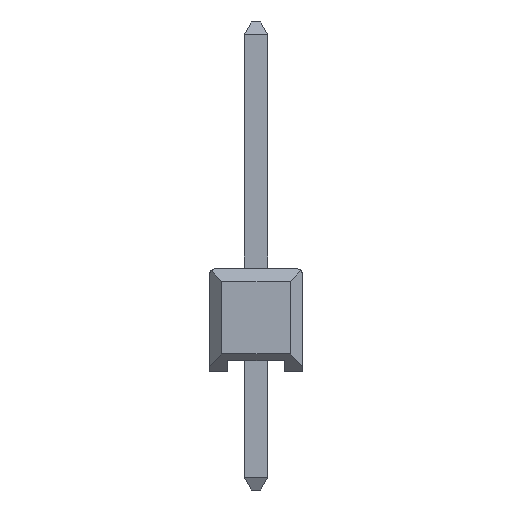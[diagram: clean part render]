
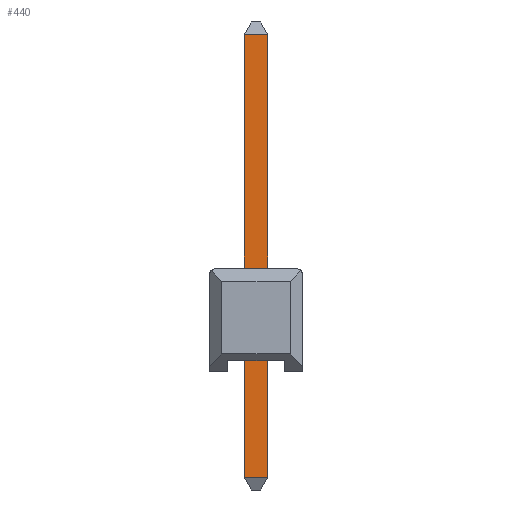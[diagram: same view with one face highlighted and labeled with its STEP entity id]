
A CAD part, left-side view. The second image highlights one B-rep face of the part: STEP entity #440.
In plain terms, the highlighted planar face has unit normal (-1, 0, 0).
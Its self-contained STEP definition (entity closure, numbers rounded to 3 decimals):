
#440=ADVANCED_FACE('',(#658),#7481,.T.);
#658=FACE_OUTER_BOUND('',#888,.T.);
#888=EDGE_LOOP('',(#1943,#1944,#1945,#1946));
#1943=ORIENTED_EDGE('',*,*,#5273,.T.);
#1944=ORIENTED_EDGE('',*,*,#5272,.F.);
#1945=ORIENTED_EDGE('',*,*,#5274,.T.);
#1946=ORIENTED_EDGE('',*,*,#5263,.F.);
#3019=PCURVE('',#7296,#4107);
#3030=PCURVE('',#7297,#4118);
#3031=PCURVE('',#7481,#4119);
#3032=PCURVE('',#7481,#4120);
#3033=PCURVE('',#7481,#4121);
#3034=PCURVE('',#7481,#4122);
#3052=PCURVE('',#7486,#4140);
#3065=PCURVE('',#7489,#4153);
#4107=DEFINITIONAL_REPRESENTATION('',(#6838),#13200);
#4118=DEFINITIONAL_REPRESENTATION('',(#6858),#13200);
#4119=DEFINITIONAL_REPRESENTATION('',(#6860),#13200);
#4120=DEFINITIONAL_REPRESENTATION('',(#6861),#13200);
#4121=DEFINITIONAL_REPRESENTATION('',(#6863),#13200);
#4122=DEFINITIONAL_REPRESENTATION('',(#6864),#13200);
#4140=DEFINITIONAL_REPRESENTATION('',(#6890),#13200);
#4153=DEFINITIONAL_REPRESENTATION('',(#6910),#13200);
#4699=SURFACE_CURVE('',#6837,(#3019,#3034),.PCURVE_S1.);
#4708=SURFACE_CURVE('',#6857,(#3030,#3032),.PCURVE_S1.);
#4709=SURFACE_CURVE('',#6859,(#3031,#3052),.PCURVE_S1.);
#4710=SURFACE_CURVE('',#6862,(#3033,#3065),.PCURVE_S1.);
#5263=EDGE_CURVE('',#7272,#7270,#4699,.T.);
#5272=EDGE_CURVE('',#7276,#7277,#4708,.T.);
#5273=EDGE_CURVE('',#7272,#7277,#4709,.T.);
#5274=EDGE_CURVE('',#7276,#7270,#4710,.T.);
#6837=B_SPLINE_CURVE_WITH_KNOTS('',1,(#12672,#12673),.UNSPECIFIED.,.F.,.F.,
(2,2),(-20.383,-11.156),.UNSPECIFIED.);
#6838=B_SPLINE_CURVE_WITH_KNOTS('',1,(#12674,#12675),.UNSPECIFIED.,.F.,.F.,
(2,2),(-20.383,-11.156),.UNSPECIFIED.);
#6857=B_SPLINE_CURVE_WITH_KNOTS('',1,(#12718,#12719),.UNSPECIFIED.,.F.,.F.,
(2,2),(-10.526,-1.298),.UNSPECIFIED.);
#6858=B_SPLINE_CURVE_WITH_KNOTS('',1,(#12720,#12721),.UNSPECIFIED.,.F.,.F.,
(2,2),(-10.526,-1.298),.UNSPECIFIED.);
#6859=B_SPLINE_CURVE_WITH_KNOTS('',1,(#12722,#12723),.UNSPECIFIED.,.F.,.F.,
(2,2),(0.,0.63),.UNSPECIFIED.);
#6860=B_SPLINE_CURVE_WITH_KNOTS('',1,(#12724,#12725),.UNSPECIFIED.,.F.,.F.,
(2,2),(0.,0.63),.UNSPECIFIED.);
#6861=B_SPLINE_CURVE_WITH_KNOTS('',1,(#12726,#12727),.UNSPECIFIED.,.F.,.F.,
(2,2),(-10.526,-1.298),.UNSPECIFIED.);
#6862=B_SPLINE_CURVE_WITH_KNOTS('',1,(#12728,#12729),.UNSPECIFIED.,.F.,.F.,
(2,2),(10.526,11.156),.UNSPECIFIED.);
#6863=B_SPLINE_CURVE_WITH_KNOTS('',1,(#12730,#12731),.UNSPECIFIED.,.F.,.F.,
(2,2),(10.526,11.156),.UNSPECIFIED.);
#6864=B_SPLINE_CURVE_WITH_KNOTS('',1,(#12732,#12733),.UNSPECIFIED.,.F.,.F.,
(2,2),(-20.383,-11.156),.UNSPECIFIED.);
#6890=B_SPLINE_CURVE_WITH_KNOTS('',1,(#12784,#12785),.UNSPECIFIED.,.F.,.F.,
(2,2),(0.,0.63),.UNSPECIFIED.);
#6910=B_SPLINE_CURVE_WITH_KNOTS('',1,(#12824,#12825),.UNSPECIFIED.,.F.,.F.,
(2,2),(10.526,11.156),.UNSPECIFIED.);
#7270=VERTEX_POINT('',#12656);
#7272=VERTEX_POINT('',#12658);
#7276=VERTEX_POINT('',#12662);
#7277=VERTEX_POINT('',#12663);
#7296=B_SPLINE_SURFACE_WITH_KNOTS('',1,1,((#12636,#12637),(#12638,#12639)),
 .UNSPECIFIED.,.F.,.F.,.F.,(2,2),(2,2),(-9.358,0.093),
(-0.64,0.01),.UNSPECIFIED.);
#7297=B_SPLINE_SURFACE_WITH_KNOTS('',1,1,((#12641,#12642),(#12643,#12644)),
 .UNSPECIFIED.,.F.,.F.,.F.,(2,2),(2,2),(-0.64,0.01),(-9.358,
0.093),.UNSPECIFIED.);
#7481=PLANE('',#7695);
#7486=PLANE('',#7700);
#7489=PLANE('',#7703);
#7695=AXIS2_PLACEMENT_3D('',#12645,#7894,$);
#7700=AXIS2_PLACEMENT_3D('',#12650,#7899,$);
#7703=AXIS2_PLACEMENT_3D('',#12653,#7902,$);
#7894=DIRECTION('',(-1.,0.,0.));
#7899=DIRECTION('',(-0.873,0.,0.488));
#7902=DIRECTION('',(-0.873,0.,-0.487));
#12636=CARTESIAN_POINT('',(-0.325,-0.315,9.326));
#12637=CARTESIAN_POINT('',(0.325,-0.315,9.326));
#12638=CARTESIAN_POINT('',(-0.325,-0.315,-2.981));
#12639=CARTESIAN_POINT('',(0.325,-0.315,-2.981));
#12641=CARTESIAN_POINT('',(-0.325,0.315,9.326));
#12642=CARTESIAN_POINT('',(-0.325,0.315,-2.981));
#12643=CARTESIAN_POINT('',(0.325,0.315,9.326));
#12644=CARTESIAN_POINT('',(0.325,0.315,-2.981));
#12645=CARTESIAN_POINT('',(-0.315,-0.325,9.326));
#12650=CARTESIAN_POINT('',(-0.12,-0.325,9.504));
#12653=CARTESIAN_POINT('',(-0.12,-0.325,-3.209));
#12656=CARTESIAN_POINT('',(-0.315,-0.315,-2.86));
#12658=CARTESIAN_POINT('',(-0.315,-0.315,9.156));
#12662=CARTESIAN_POINT('',(-0.315,0.315,-2.86));
#12663=CARTESIAN_POINT('',(-0.315,0.315,9.156));
#12672=CARTESIAN_POINT('',(-0.315,-0.315,9.156));
#12673=CARTESIAN_POINT('',(-0.315,-0.315,-2.86));
#12674=CARTESIAN_POINT('',(-9.227,-0.63));
#12675=CARTESIAN_POINT('',(0.,-0.63));
#12718=CARTESIAN_POINT('',(-0.315,0.315,-2.86));
#12719=CARTESIAN_POINT('',(-0.315,0.315,9.156));
#12720=CARTESIAN_POINT('',(-0.63,0.));
#12721=CARTESIAN_POINT('',(-0.63,-9.227));
#12722=CARTESIAN_POINT('',(-0.315,-0.315,9.156));
#12723=CARTESIAN_POINT('',(-0.315,0.315,9.156));
#12724=CARTESIAN_POINT('',(0.,0.038));
#12725=CARTESIAN_POINT('',(0.63,0.038));
#12726=CARTESIAN_POINT('',(0.63,9.266));
#12727=CARTESIAN_POINT('',(0.63,0.038));
#12728=CARTESIAN_POINT('',(-0.315,0.315,-2.86));
#12729=CARTESIAN_POINT('',(-0.315,-0.315,-2.86));
#12730=CARTESIAN_POINT('',(0.63,9.266));
#12731=CARTESIAN_POINT('',(0.,9.266));
#12732=CARTESIAN_POINT('',(0.,0.038));
#12733=CARTESIAN_POINT('',(0.,9.266));
#12784=CARTESIAN_POINT('',(-0.44,0.39));
#12785=CARTESIAN_POINT('',(0.19,0.39));
#12824=CARTESIAN_POINT('',(0.389,0.19));
#12825=CARTESIAN_POINT('',(0.389,-0.44));
#13200=(
GEOMETRIC_REPRESENTATION_CONTEXT(2)
PARAMETRIC_REPRESENTATION_CONTEXT()
REPRESENTATION_CONTEXT('pspace','')
);
